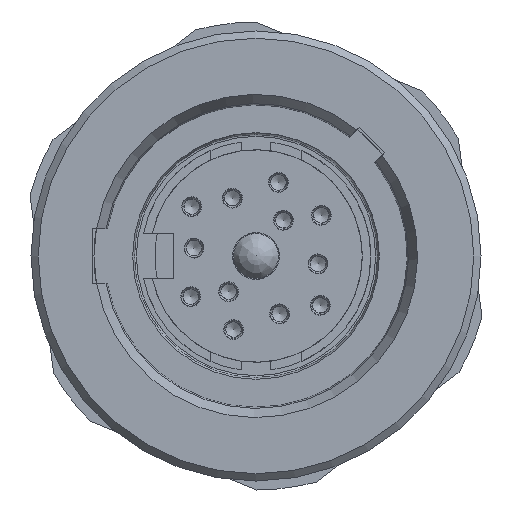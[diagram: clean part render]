
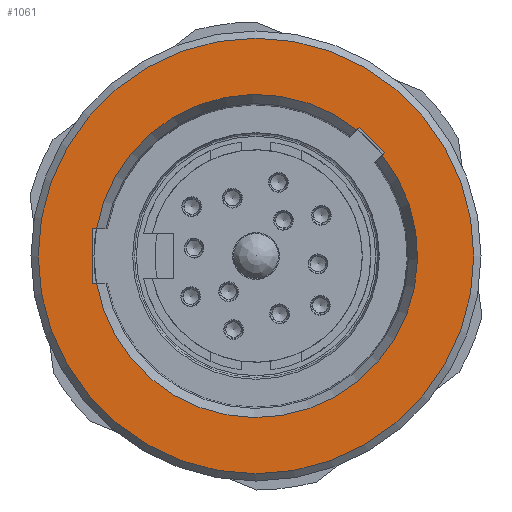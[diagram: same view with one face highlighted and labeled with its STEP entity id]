
A CAD part, left-side view. The second image highlights one B-rep face of the part: STEP entity #1061.
In plain terms, the highlighted planar face has unit normal (-1, 0, 0).
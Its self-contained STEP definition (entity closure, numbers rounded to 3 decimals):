
#1061=ADVANCED_FACE('',(#2476,#2477),#1517,.T.);
#1517=PLANE('',#8213);
#1795=LINE('',#12022,#2143);
#1796=LINE('',#12024,#2144);
#1797=LINE('',#12026,#2145);
#1798=LINE('',#12030,#2146);
#1799=LINE('',#12032,#2147);
#1800=LINE('',#12034,#2148);
#2143=VECTOR('',#9566,1.);
#2144=VECTOR('',#9567,1.);
#2145=VECTOR('',#9568,1.);
#2146=VECTOR('',#9571,1.);
#2147=VECTOR('',#9572,1.);
#2148=VECTOR('',#9573,1.);
#2476=FACE_BOUND('',#2860,.T.);
#2477=FACE_BOUND('',#2861,.T.);
#2860=EDGE_LOOP('',(#3809,#3810,#3811,#3812,#3813,#3814,#3815,#3816));
#2861=EDGE_LOOP('',(#3817));
#3809=ORIENTED_EDGE('',*,*,#6655,.F.);
#3810=ORIENTED_EDGE('',*,*,#6656,.F.);
#3811=ORIENTED_EDGE('',*,*,#6657,.F.);
#3812=ORIENTED_EDGE('',*,*,#6658,.T.);
#3813=ORIENTED_EDGE('',*,*,#6659,.T.);
#3814=ORIENTED_EDGE('',*,*,#6660,.T.);
#3815=ORIENTED_EDGE('',*,*,#6661,.T.);
#3816=ORIENTED_EDGE('',*,*,#6632,.T.);
#3817=ORIENTED_EDGE('',*,*,#6662,.T.);
#5825=VERTEX_POINT('',#11880);
#5827=VERTEX_POINT('',#11883);
#5841=VERTEX_POINT('',#12023);
#5842=VERTEX_POINT('',#12025);
#5843=VERTEX_POINT('',#12027);
#5844=VERTEX_POINT('',#12029);
#5845=VERTEX_POINT('',#12031);
#5846=VERTEX_POINT('',#12033);
#5847=VERTEX_POINT('',#12036);
#6632=EDGE_CURVE('',#5827,#5825,#7628,.T.);
#6655=EDGE_CURVE('',#5841,#5825,#1795,.T.);
#6656=EDGE_CURVE('',#5842,#5841,#1796,.T.);
#6657=EDGE_CURVE('',#5843,#5842,#1797,.T.);
#6658=EDGE_CURVE('',#5843,#5844,#7635,.T.);
#6659=EDGE_CURVE('',#5844,#5845,#1798,.T.);
#6660=EDGE_CURVE('',#5845,#5846,#1799,.T.);
#6661=EDGE_CURVE('',#5846,#5827,#1800,.T.);
#6662=EDGE_CURVE('',#5847,#5847,#7636,.T.);
#7628=CIRCLE('',#8197,8.977);
#7635=CIRCLE('',#8211,8.977);
#7636=CIRCLE('',#8212,12.1);
#8197=AXIS2_PLACEMENT_3D('',#11882,#9534,#9535);
#8211=AXIS2_PLACEMENT_3D('',#12028,#9569,#9570);
#8212=AXIS2_PLACEMENT_3D('',#12035,#9574,#9575);
#8213=AXIS2_PLACEMENT_3D('',#12037,#9576,#9577);
#9534=DIRECTION('',(1.,0.,0.));
#9535=DIRECTION('',(0.,1.,0.));
#9566=DIRECTION('',(0.,-1.,0.));
#9567=DIRECTION('',(0.,0.,-1.));
#9568=DIRECTION('',(0.,1.,0.));
#9569=DIRECTION('',(1.,0.,0.));
#9570=DIRECTION('',(0.,1.,0.));
#9571=DIRECTION('',(0.,-0.707,0.707));
#9572=DIRECTION('',(0.,-0.707,-0.707));
#9573=DIRECTION('',(0.,0.707,-0.707));
#9574=DIRECTION('',(-1.,0.,0.));
#9575=DIRECTION('',(0.,1.,0.));
#9576=DIRECTION('',(-1.,0.,0.));
#9577=DIRECTION('',(0.,1.,0.));
#11880=CARTESIAN_POINT('',(-3.1,8.851,-1.5));
#11882=CARTESIAN_POINT('',(-3.1,0.,0.));
#11883=CARTESIAN_POINT('',(-3.1,-7.016,5.601));
#12022=CARTESIAN_POINT('',(-3.1,9.1,-1.5));
#12023=CARTESIAN_POINT('',(-3.1,9.1,-1.5));
#12024=CARTESIAN_POINT('',(-3.1,9.1,1.5));
#12025=CARTESIAN_POINT('',(-3.1,9.1,1.5));
#12026=CARTESIAN_POINT('',(-3.1,8.265,1.5));
#12027=CARTESIAN_POINT('',(-3.1,8.851,1.5));
#12028=CARTESIAN_POINT('',(-3.1,0.,0.));
#12029=CARTESIAN_POINT('',(-3.1,-5.601,7.016));
#12030=CARTESIAN_POINT('',(-3.1,-5.19,6.605));
#12031=CARTESIAN_POINT('',(-3.1,-5.728,7.142));
#12032=CARTESIAN_POINT('',(-3.1,-5.728,7.142));
#12033=CARTESIAN_POINT('',(-3.1,-7.142,5.728));
#12034=CARTESIAN_POINT('',(-3.1,-7.142,5.728));
#12035=CARTESIAN_POINT('',(-3.1,0.,0.));
#12036=CARTESIAN_POINT('',(-3.1,12.1,0.));
#12037=CARTESIAN_POINT('',(-3.1,0.,0.));
